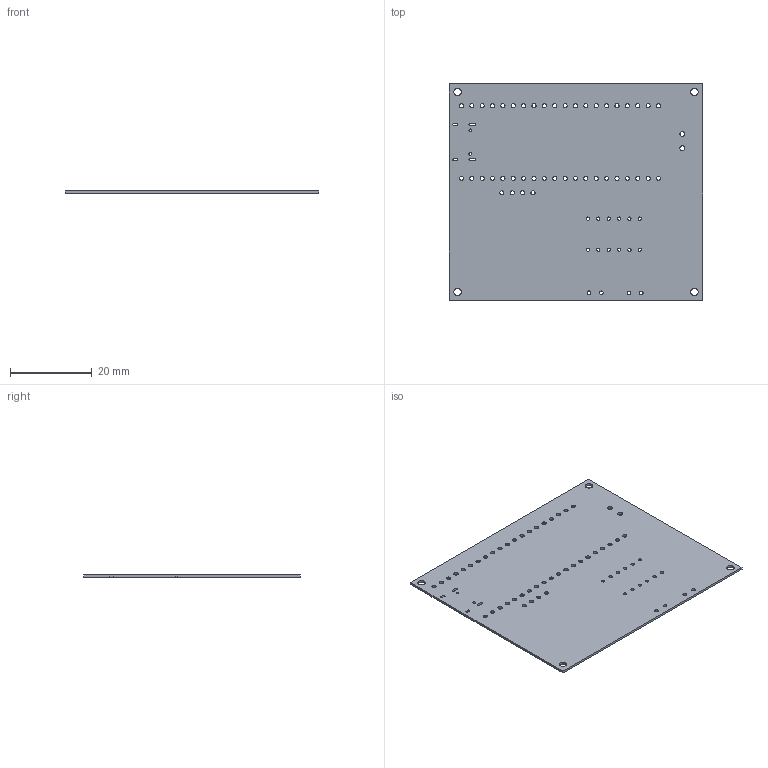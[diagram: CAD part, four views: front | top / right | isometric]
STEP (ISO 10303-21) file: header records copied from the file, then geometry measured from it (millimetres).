
FILE_DESCRIPTION(('KiCad electronic assembly'),'2;1');
FILE_NAME('PD_Micro.step','2023-10-05T11:47:13',('Pcbnew'),('Kicad'), 'Open CASCADE STEP processor 7.5','KiCad to STEP converter','Unknown' );
FILE_SCHEMA(('AUTOMOTIVE_DESIGN { 1 0 10303 214 1 1 1 1 }'));
Length unit declared in the file: millimetre
Products named in the file (2): PD_Micro 1; PD_Micro PCB
Assembly tree (1 placements, depth 2):
  PD_Micro 1
    PD_Micro PCB
Bounding box: 62 x 53 x 0.55 mm (x, y, z)
Volume: 1773.9 mm3; surface area: 6704.1 mm2
Topology: 1 solids, 1 shells, 158 faces, 468 edges, 312 vertices
Faces by surface type: plane 90, cylinder 68
Full cylindrical faces by diameter (mm): 0.65 x2, 0.8 x12, 0.9 x4, 1 x4, 1.02 x40, 1.2 x2, 1.8 x4
Entity records: 12135 total; most frequent: CARTESIAN_POINT 2692, DIRECTION 1724, LINE 1132, VECTOR 1132, ORIENTED_EDGE 936, PCURVE 936, DEFINITIONAL_REPRESENTATION 936, EDGE_CURVE 468
